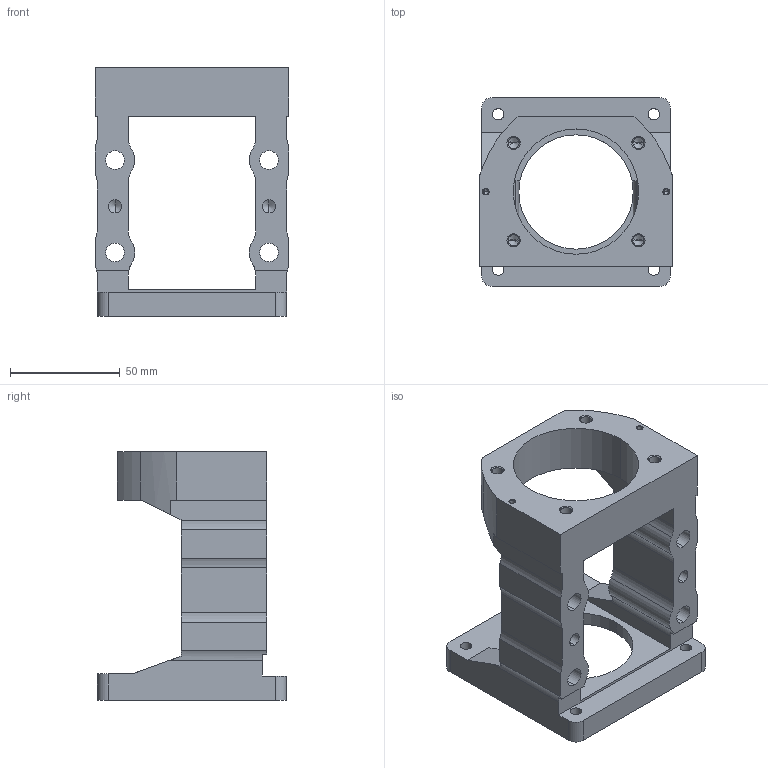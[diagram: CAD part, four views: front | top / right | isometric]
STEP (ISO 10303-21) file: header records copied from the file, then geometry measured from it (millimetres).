
FILE_DESCRIPTION (( 'STEP AP203' ), '1' );
FILE_NAME ('自化件傳動座外MBA20X本體.STEP', '2019-06-21T05:45:39', ( '' ), ( '' ), 'SwSTEP 2.0', 'SolidWorks 2018', '' );
FILE_SCHEMA (( 'CONFIG_CONTROL_DESIGN' ));
Length unit declared in the file: millimetre
Products named in the file (1): 自化件傳動座外MBA20X本體
Bounding box: 88 x 86 x 113 mm (x, y, z)
Volume: 196799.2 mm3; surface area: 54833.2 mm2
Topology: 1 solids, 1 shells, 153 faces, 408 edges, 252 vertices
Faces by surface type: cylinder 74, plane 43, cone 36
Entity records: 4797 total; most frequent: DIRECTION 868, CARTESIAN_POINT 816, ORIENTED_EDGE 784, EDGE_CURVE 392, AXIS2_PLACEMENT_3D 328, VERTEX_POINT 252, LINE 212, VECTOR 212
